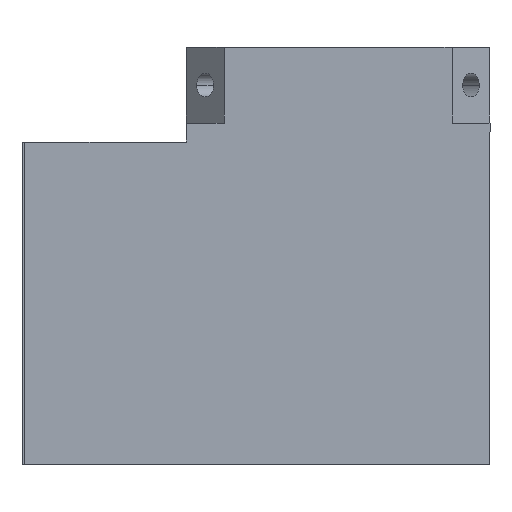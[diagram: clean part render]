
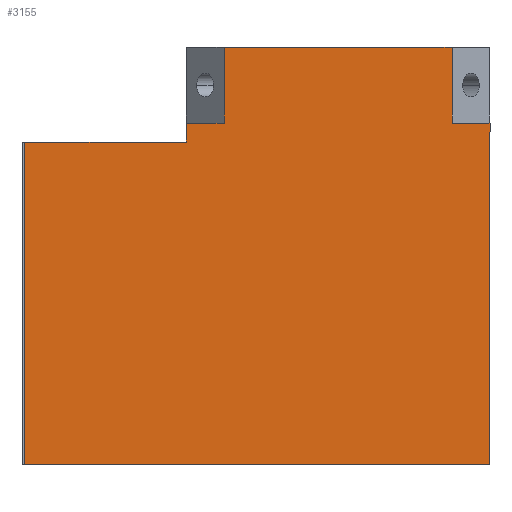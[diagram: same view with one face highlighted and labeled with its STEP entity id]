
A CAD part, front view. The second image highlights one B-rep face of the part: STEP entity #3155.
In plain terms, the highlighted planar face has unit normal (0, -1, 0).
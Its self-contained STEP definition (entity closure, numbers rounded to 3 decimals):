
#18 = EDGE_CURVE ( 'NONE', #722, #3515, #326, .T. ) ;
#222 = VERTEX_POINT ( 'NONE', #1836 ) ;
#224 = DIRECTION ( 'NONE',  ( 0., 0., 1. ) ) ;
#236 = CARTESIAN_POINT ( 'NONE',  ( -16., -16., 10. ) ) ;
#306 = LINE ( 'NONE', #1027, #3802 ) ;
#315 = EDGE_CURVE ( 'NONE', #1665, #2598, #372, .T. ) ;
#326 = LINE ( 'NONE', #1096, #433 ) ;
#348 = VECTOR ( 'NONE', #4205, 1000. ) ;
#372 = LINE ( 'NONE', #4275, #2097 ) ;
#420 = CARTESIAN_POINT ( 'NONE',  ( 16., -16., -34. ) ) ;
#433 = VECTOR ( 'NONE', #3770, 1000. ) ;
#450 = ORIENTED_EDGE ( 'NONE', *, *, #4267, .F. ) ;
#587 = DIRECTION ( 'NONE',  ( 0., 0., 1. ) ) ;
#676 = LINE ( 'NONE', #3537, #348 ) ;
#701 = CARTESIAN_POINT ( 'NONE',  ( -12., -16., 2. ) ) ;
#722 = VERTEX_POINT ( 'NONE', #1985 ) ;
#746 = LINE ( 'NONE', #1601, #4326 ) ;
#763 = CARTESIAN_POINT ( 'NONE',  ( 12., -16., 2. ) ) ;
#799 = CARTESIAN_POINT ( 'NONE',  ( 12., -16., 10. ) ) ;
#805 = CARTESIAN_POINT ( 'NONE',  ( -12., -16., 10. ) ) ;
#849 = ORIENTED_EDGE ( 'NONE', *, *, #315, .F. ) ;
#870 = ORIENTED_EDGE ( 'NONE', *, *, #3791, .T. ) ;
#976 = VERTEX_POINT ( 'NONE', #2449 ) ;
#981 = CARTESIAN_POINT ( 'NONE',  ( -16., -16., 2. ) ) ;
#1027 = CARTESIAN_POINT ( 'NONE',  ( -16., -16., 10. ) ) ;
#1046 = AXIS2_PLACEMENT_3D ( 'NONE', #236, #2622, #587 ) ;
#1096 = CARTESIAN_POINT ( 'NONE',  ( 16., -16., 10. ) ) ;
#1274 = LINE ( 'NONE', #4108, #2070 ) ;
#1306 = CARTESIAN_POINT ( 'NONE',  ( 16., -16., -34. ) ) ;
#1448 = EDGE_CURVE ( 'NONE', #976, #222, #3738, .T. ) ;
#1467 = CARTESIAN_POINT ( 'NONE',  ( -12., -16., 2. ) ) ;
#1479 = ORIENTED_EDGE ( 'NONE', *, *, #2611, .F. ) ;
#1495 = LINE ( 'NONE', #1467, #2409 ) ;
#1536 = LINE ( 'NONE', #1306, #3215 ) ;
#1601 = CARTESIAN_POINT ( 'NONE',  ( 12., -16., 2. ) ) ;
#1665 = VERTEX_POINT ( 'NONE', #701 ) ;
#1698 = LINE ( 'NONE', #3856, #2414 ) ;
#1750 = CARTESIAN_POINT ( 'NONE',  ( 16., -16., 0. ) ) ;
#1754 = DIRECTION ( 'NONE',  ( 1., 0., 0. ) ) ;
#1836 = CARTESIAN_POINT ( 'NONE',  ( -33., -16., 0. ) ) ;
#1843 = DIRECTION ( 'NONE',  ( 0., 0., -1. ) ) ;
#1985 = CARTESIAN_POINT ( 'NONE',  ( 16., -16., 2. ) ) ;
#1988 = EDGE_LOOP ( 'NONE', ( #450, #870, #2883, #849, #3391, #4306, #3099, #1479, #4188, #3401 ) ) ;
#2070 = VECTOR ( 'NONE', #1754, 1000. ) ;
#2071 = VECTOR ( 'NONE', #4051, 1000. ) ;
#2097 = VECTOR ( 'NONE', #224, 1000. ) ;
#2207 = EDGE_CURVE ( 'NONE', #3203, #976, #1698, .T. ) ;
#2297 = PLANE ( 'NONE',  #1046 ) ;
#2409 = VECTOR ( 'NONE', #4142, 1000. ) ;
#2414 = VECTOR ( 'NONE', #1843, 1000. ) ;
#2449 = CARTESIAN_POINT ( 'NONE',  ( -16., -16., 0. ) ) ;
#2464 = VERTEX_POINT ( 'NONE', #763 ) ;
#2598 = VERTEX_POINT ( 'NONE', #805 ) ;
#2611 = EDGE_CURVE ( 'NONE', #3184, #222, #676, .T. ) ;
#2622 = DIRECTION ( 'NONE',  ( 0., 1., 0. ) ) ;
#2821 = EDGE_CURVE ( 'NONE', #3515, #3184, #1536, .T. ) ;
#2883 = ORIENTED_EDGE ( 'NONE', *, *, #3377, .F. ) ;
#3099 = ORIENTED_EDGE ( 'NONE', *, *, #1448, .T. ) ;
#3155 = ADVANCED_FACE ( 'NONE', ( #4214 ), #2297, .F. ) ;
#3184 = VERTEX_POINT ( 'NONE', #4301 ) ;
#3203 = VERTEX_POINT ( 'NONE', #981 ) ;
#3215 = VECTOR ( 'NONE', #3326, 1000. ) ;
#3326 = DIRECTION ( 'NONE',  ( -1., 0., 0. ) ) ;
#3374 = DIRECTION ( 'NONE',  ( 1., 0., 0. ) ) ;
#3377 = EDGE_CURVE ( 'NONE', #2598, #3544, #306, .T. ) ;
#3391 = ORIENTED_EDGE ( 'NONE', *, *, #3510, .F. ) ;
#3401 = ORIENTED_EDGE ( 'NONE', *, *, #18, .F. ) ;
#3510 = EDGE_CURVE ( 'NONE', #3203, #1665, #1495, .T. ) ;
#3515 = VERTEX_POINT ( 'NONE', #420 ) ;
#3537 = CARTESIAN_POINT ( 'NONE',  ( -33., -16., -34. ) ) ;
#3544 = VERTEX_POINT ( 'NONE', #799 ) ;
#3738 = LINE ( 'NONE', #1750, #2071 ) ;
#3770 = DIRECTION ( 'NONE',  ( 0., 0., -1. ) ) ;
#3791 = EDGE_CURVE ( 'NONE', #2464, #3544, #746, .T. ) ;
#3802 = VECTOR ( 'NONE', #3374, 1000. ) ;
#3856 = CARTESIAN_POINT ( 'NONE',  ( -16., -16., 10. ) ) ;
#3943 = DIRECTION ( 'NONE',  ( 0., 0., 1. ) ) ;
#4051 = DIRECTION ( 'NONE',  ( -1., 0., 0. ) ) ;
#4108 = CARTESIAN_POINT ( 'NONE',  ( 16., -16., 2. ) ) ;
#4142 = DIRECTION ( 'NONE',  ( 1., 0., 0. ) ) ;
#4188 = ORIENTED_EDGE ( 'NONE', *, *, #2821, .F. ) ;
#4205 = DIRECTION ( 'NONE',  ( 0., 0., 1. ) ) ;
#4214 = FACE_OUTER_BOUND ( 'NONE', #1988, .T. ) ;
#4267 = EDGE_CURVE ( 'NONE', #2464, #722, #1274, .T. ) ;
#4275 = CARTESIAN_POINT ( 'NONE',  ( -12., -16., 2. ) ) ;
#4301 = CARTESIAN_POINT ( 'NONE',  ( -33., -16., -34. ) ) ;
#4306 = ORIENTED_EDGE ( 'NONE', *, *, #2207, .T. ) ;
#4326 = VECTOR ( 'NONE', #3943, 1000. ) ;
